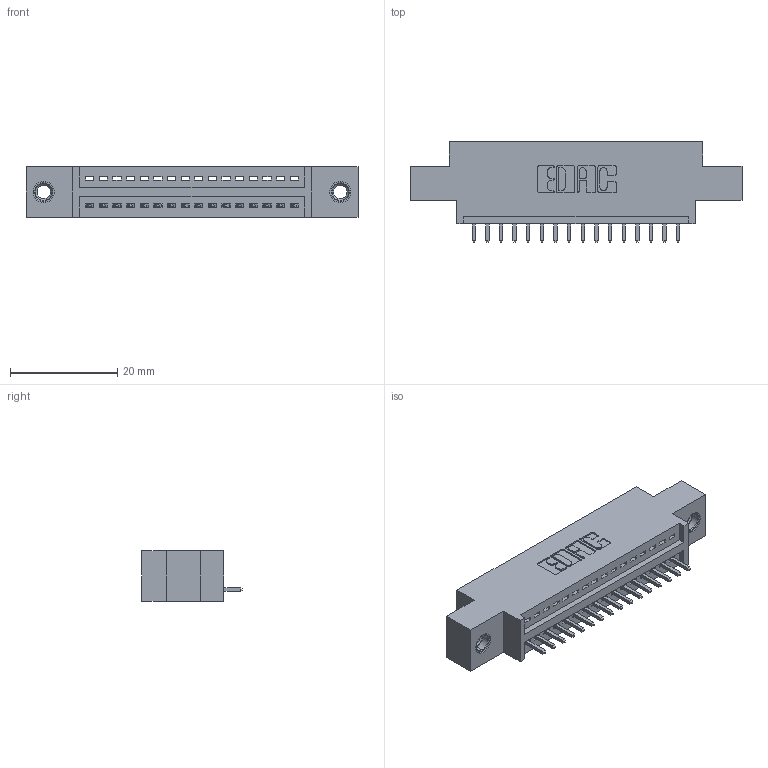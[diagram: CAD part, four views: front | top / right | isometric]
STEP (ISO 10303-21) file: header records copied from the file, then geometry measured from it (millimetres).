
FILE_DESCRIPTION (( 'STEP AP203' ), '1' );
FILE_NAME ('345-016-521-607.STEP', '2019-10-04T13:24:17', ( '' ), ( '' ), 'SwSTEP 2.0', 'SolidWorks 2016', '' );
FILE_SCHEMA (( 'CONFIG_CONTROL_DESIGN' ));
Length unit declared in the file: inch
Products named in the file (4): 345 Part_0.170 Offset - 0.156 Dia-TI; 345-016-521-607; 345-292-001_345-293-121; 345-250-001_345-250-005-103
Assembly tree (19 placements, depth 2):
  345-016-521-607
    345 Part_0.170 Offset - 0.156 Dia-TI
    345-292-001_345-293-121  x16
    345-250-001_345-250-005-103  x2
Bounding box: 61.85 x 18.72 x 9.4 mm (x, y, z)
Volume: 5489.1 mm3; surface area: 6922.2 mm2
Topology: 19 solids, 19 shells, 1118 faces, 3305 edges, 2174 vertices
Faces by surface type: plane 756, cylinder 346, cone 12, torus 4
Entity records: 16878 total; most frequent: CARTESIAN_POINT 2907, ORIENTED_EDGE 2850, DIRECTION 2603, EDGE_CURVE 1425, LINE 1209, VECTOR 1209, VERTEX_POINT 944, AXIS2_PLACEMENT_3D 697
